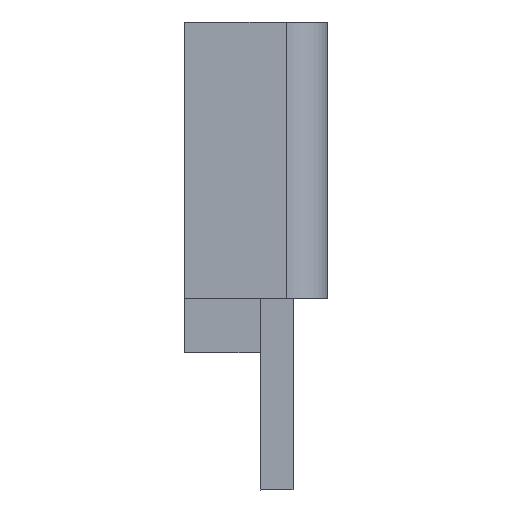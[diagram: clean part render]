
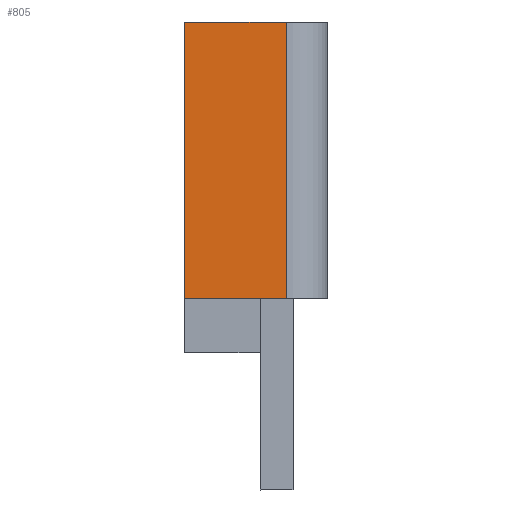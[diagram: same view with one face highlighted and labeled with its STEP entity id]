
A CAD part, left-side view. The second image highlights one B-rep face of the part: STEP entity #805.
In plain terms, the highlighted planar face has unit normal (-1, 0, 0).
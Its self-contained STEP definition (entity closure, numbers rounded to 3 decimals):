
#154=ORIENTED_EDGE('',*,*,#355,.T.);
#155=ORIENTED_EDGE('',*,*,#309,.T.);
#156=ORIENTED_EDGE('',*,*,#357,.F.);
#157=ORIENTED_EDGE('',*,*,#346,.F.);
#309=EDGE_CURVE('',#415,#414,#498,.T.);
#346=EDGE_CURVE('',#444,#445,#529,.T.);
#355=EDGE_CURVE('',#444,#415,#536,.T.);
#357=EDGE_CURVE('',#445,#414,#538,.T.);
#414=VERTEX_POINT('',#1194);
#415=VERTEX_POINT('',#1196);
#444=VERTEX_POINT('',#1268);
#445=VERTEX_POINT('',#1270);
#498=LINE('',#1195,#603);
#529=LINE('',#1269,#634);
#536=LINE('',#1284,#641);
#538=LINE('',#1288,#643);
#603=VECTOR('',#957,1000.);
#634=VECTOR('',#1014,1000.);
#641=VECTOR('',#1029,1000.);
#643=VECTOR('',#1035,1000.);
#682=EDGE_LOOP('',(#154,#155,#156,#157));
#725=FACE_BOUND('',#682,.T.);
#765=PLANE('',#870);
#805=ADVANCED_FACE('',(#725),#765,.F.);
#870=AXIS2_PLACEMENT_3D('',#1287,#1033,#1034);
#957=DIRECTION('',(0.,-1.,0.));
#1014=DIRECTION('',(0.,-1.,0.));
#1029=DIRECTION('',(0.,0.,-1.));
#1033=DIRECTION('',(1.,0.,0.));
#1034=DIRECTION('',(0.,1.,0.));
#1035=DIRECTION('',(0.,0.,-1.));
#1194=CARTESIAN_POINT('',(-137.491,-4.191,0.));
#1195=CARTESIAN_POINT('',(-137.491,-4.191,0.));
#1196=CARTESIAN_POINT('',(-137.491,0.508,0.));
#1268=CARTESIAN_POINT('',(-137.491,0.508,12.794));
#1269=CARTESIAN_POINT('',(-137.491,0.508,12.794));
#1270=CARTESIAN_POINT('',(-137.491,-4.191,12.794));
#1284=CARTESIAN_POINT('',(-137.491,0.508,12.));
#1287=CARTESIAN_POINT('',(-137.491,-4.191,12.));
#1288=CARTESIAN_POINT('',(-137.491,-4.191,12.));
